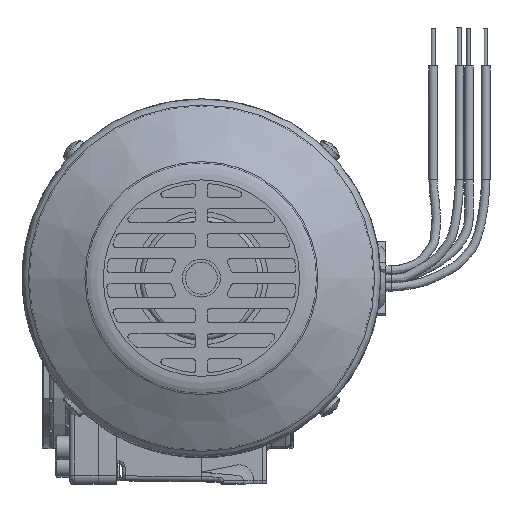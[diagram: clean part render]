
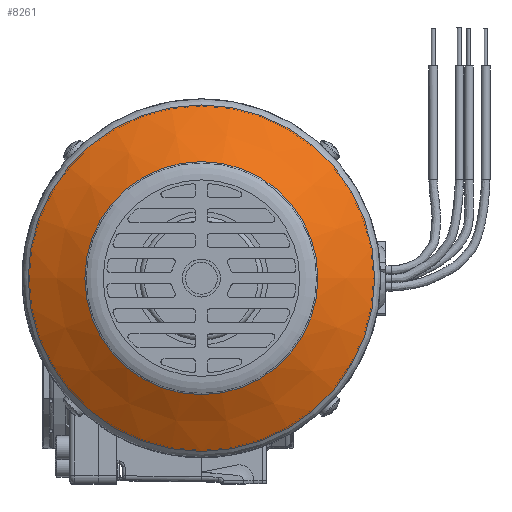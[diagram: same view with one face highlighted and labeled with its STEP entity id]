
A CAD part, top view. The second image highlights one B-rep face of the part: STEP entity #8261.
In plain terms, the highlighted conical face has half-angle 60 degrees and reference radius 57.998 mm.
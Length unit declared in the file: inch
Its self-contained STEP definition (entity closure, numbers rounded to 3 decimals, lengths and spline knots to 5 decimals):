
#82 = ORIENTED_EDGE ( 'NONE', *, *, #38219, .T. ) ;
#1121 = AXIS2_PLACEMENT_3D ( 'NONE', #11926, #40777, #16135 ) ;
#2632 = CARTESIAN_POINT ( 'NONE',  ( -1.5359, 0., 6.25575 ) ) ;
#6969 = EDGE_LOOP ( 'NONE', ( #40610 ) ) ;
#7575 = CARTESIAN_POINT ( 'NONE',  ( -2.2834, 0., 5.82418 ) ) ;
#8261 = ADVANCED_FACE ( 'NONE', ( #32470, #52773 ), #40711, .T. ) ;
#11926 = CARTESIAN_POINT ( 'NONE',  ( 0., 0., 5.82418 ) ) ;
#16135 = DIRECTION ( 'NONE',  ( -1., 0., 0. ) ) ;
#16914 = CIRCLE ( 'NONE', #1121, 2.2834 ) ;
#21527 = DIRECTION ( 'NONE',  ( -1., 0., 0. ) ) ;
#22095 = VERTEX_POINT ( 'NONE', #2632 ) ;
#23446 = DIRECTION ( 'NONE',  ( 0., 0., -1. ) ) ;
#32002 = VERTEX_POINT ( 'NONE', #7575 ) ;
#32470 = FACE_BOUND ( 'NONE', #36999, .T. ) ;
#34325 = CIRCLE ( 'NONE', #45154, 1.5359 ) ;
#36999 = EDGE_LOOP ( 'NONE', ( #82 ) ) ;
#38219 = EDGE_CURVE ( 'NONE', #22095, #22095, #34325, .T. ) ;
#40610 = ORIENTED_EDGE ( 'NONE', *, *, #52607, .F. ) ;
#40711 = CONICAL_SURFACE ( 'NONE', #49736, 2.2834, 1.047 ) ;
#40777 = DIRECTION ( 'NONE',  ( 0., 0., -1. ) ) ;
#41888 = DIRECTION ( 'NONE',  ( 0., 0., -1. ) ) ;
#45154 = AXIS2_PLACEMENT_3D ( 'NONE', #47755, #23446, #51898 ) ;
#45876 = CARTESIAN_POINT ( 'NONE',  ( 0., 0., 5.82418 ) ) ;
#47755 = CARTESIAN_POINT ( 'NONE',  ( 0., 0., 6.25575 ) ) ;
#49736 = AXIS2_PLACEMENT_3D ( 'NONE', #45876, #41888, #21527 ) ;
#51898 = DIRECTION ( 'NONE',  ( -1., 0., 0. ) ) ;
#52607 = EDGE_CURVE ( 'NONE', #32002, #32002, #16914, .T. ) ;
#52773 = FACE_OUTER_BOUND ( 'NONE', #6969, .T. ) ;
